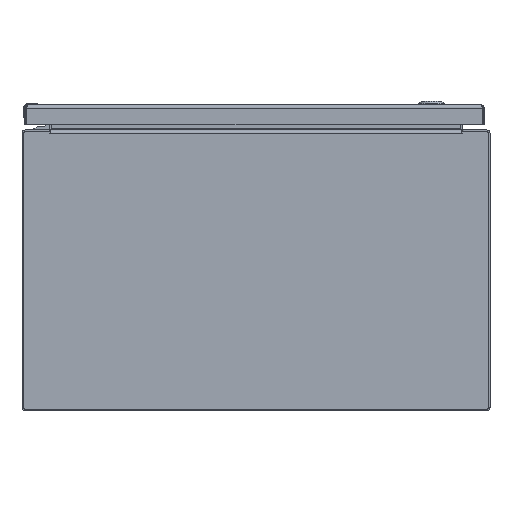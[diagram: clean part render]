
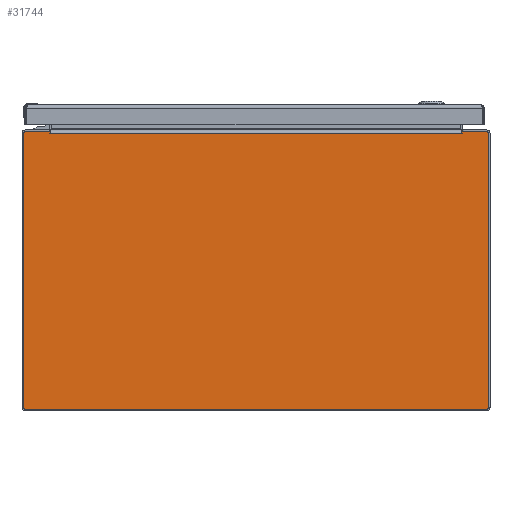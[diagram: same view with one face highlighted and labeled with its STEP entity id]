
A CAD part, front view. The second image highlights one B-rep face of the part: STEP entity #31744.
In plain terms, the highlighted planar face has unit normal (0, -1, 0).
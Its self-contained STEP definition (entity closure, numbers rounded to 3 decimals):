
#269 = FACE_OUTER_BOUND ( 'NONE', #55668, .T. ) ;
#1231 = EDGE_CURVE ( 'NONE', #75149, #113234, #16563, .T. ) ;
#1971 = VECTOR ( 'NONE', #24235, 39.37 ) ;
#2735 = EDGE_CURVE ( 'NONE', #5690, #35892, #77691, .T. ) ;
#3411 = CARTESIAN_POINT ( 'NONE',  ( 9.857, -18., 5.857 ) ) ;
#4104 = CARTESIAN_POINT ( 'NONE',  ( 0., -18., -5.937 ) ) ;
#4728 = VERTEX_POINT ( 'NONE', #33044 ) ;
#4898 = EDGE_CURVE ( 'NONE', #44805, #75140, #96146, .T. ) ;
#5690 = VERTEX_POINT ( 'NONE', #97435 ) ;
#8926 = EDGE_CURVE ( 'NONE', #4728, #32091, #23034, .T. ) ;
#9002 = CARTESIAN_POINT ( 'NONE',  ( 8.798, -18., 5.855 ) ) ;
#9787 = EDGE_CURVE ( 'NONE', #113234, #73652, #90836, .T. ) ;
#11895 = LINE ( 'NONE', #49346, #71279 ) ;
#12107 = LINE ( 'NONE', #4104, #58274 ) ;
#12343 = ORIENTED_EDGE ( 'NONE', *, *, #1231, .T. ) ;
#13464 = CARTESIAN_POINT ( 'NONE',  ( -8.828, -18., 5.937 ) ) ;
#16336 = EDGE_CURVE ( 'NONE', #73652, #31996, #11895, .T. ) ;
#16563 = LINE ( 'NONE', #91446, #77886 ) ;
#16628 = VERTEX_POINT ( 'NONE', #103253 ) ;
#16782 = CARTESIAN_POINT ( 'NONE',  ( 9.857, -18., 5.937 ) ) ;
#19006 = DIRECTION ( 'NONE',  ( 0., 1., 0. ) ) ;
#19481 = AXIS2_PLACEMENT_3D ( 'NONE', #64650, #121123, #84888 ) ;
#21912 = EDGE_CURVE ( 'NONE', #83783, #44805, #91513, .T. ) ;
#22762 = EDGE_CURVE ( 'NONE', #16628, #79773, #12107, .T. ) ;
#23034 = LINE ( 'NONE', #116945, #1971 ) ;
#24235 = DIRECTION ( 'NONE',  ( 0., 0., 1. ) ) ;
#24382 = ORIENTED_EDGE ( 'NONE', *, *, #9787, .T. ) ;
#24387 = CARTESIAN_POINT ( 'NONE',  ( -9.857, -18., 5.937 ) ) ;
#25777 = DIRECTION ( 'NONE',  ( -1., 0., 0. ) ) ;
#28105 = CARTESIAN_POINT ( 'NONE',  ( 0., -18., 5.937 ) ) ;
#31272 = DIRECTION ( 'NONE',  ( 1., 0., 0. ) ) ;
#31744 = ADVANCED_FACE ( 'NONE', ( #269 ), #35917, .T. ) ;
#31996 = VERTEX_POINT ( 'NONE', #113209 ) ;
#32091 = VERTEX_POINT ( 'NONE', #78772 ) ;
#33044 = CARTESIAN_POINT ( 'NONE',  ( -9.937, -18., -5.857 ) ) ;
#34871 = AXIS2_PLACEMENT_3D ( 'NONE', #74890, #19006, #78386 ) ;
#35892 = VERTEX_POINT ( 'NONE', #13464 ) ;
#35917 = PLANE ( 'NONE',  #112175 ) ;
#37563 = ORIENTED_EDGE ( 'NONE', *, *, #120356, .T. ) ;
#37893 = CARTESIAN_POINT ( 'NONE',  ( 9.937, -18., 0. ) ) ;
#39074 = CARTESIAN_POINT ( 'NONE',  ( -8.814, -18., 5.855 ) ) ;
#39954 = ORIENTED_EDGE ( 'NONE', *, *, #4898, .F. ) ;
#44115 = DIRECTION ( 'NONE',  ( 0., 1., 0. ) ) ;
#44805 = VERTEX_POINT ( 'NONE', #115290 ) ;
#46019 = CARTESIAN_POINT ( 'NONE',  ( 8.806, -18., 5.855 ) ) ;
#47096 = DIRECTION ( 'NONE',  ( 0., 0., -1. ) ) ;
#47538 = DIRECTION ( 'NONE',  ( 0., 0., -1. ) ) ;
#49346 = CARTESIAN_POINT ( 'NONE',  ( 0., -18., 5.855 ) ) ;
#53326 = DIRECTION ( 'NONE',  ( 0., 0., -1. ) ) ;
#53443 = ORIENTED_EDGE ( 'NONE', *, *, #114482, .F. ) ;
#54180 = ORIENTED_EDGE ( 'NONE', *, *, #103944, .F. ) ;
#54207 = LINE ( 'NONE', #110075, #60701 ) ;
#54328 = AXIS2_PLACEMENT_3D ( 'NONE', #3411, #86335, #105352 ) ;
#54349 = CIRCLE ( 'NONE', #69994, 0.08 ) ;
#55668 = EDGE_LOOP ( 'NONE', ( #107873, #54180, #83647, #77407, #68195, #53443, #39954, #90854, #56009, #12343, #24382, #59735, #37563, #83135 ) ) ;
#56009 = ORIENTED_EDGE ( 'NONE', *, *, #80347, .F. ) ;
#57370 = DIRECTION ( 'NONE',  ( -1., 0., 0. ) ) ;
#57783 = VERTEX_POINT ( 'NONE', #24387 ) ;
#57928 = CARTESIAN_POINT ( 'NONE',  ( -9.857, -18., -5.937 ) ) ;
#58274 = VECTOR ( 'NONE', #77799, 39.37 ) ;
#58781 = CIRCLE ( 'NONE', #19481, 0.08 ) ;
#59735 = ORIENTED_EDGE ( 'NONE', *, *, #16336, .T. ) ;
#60701 = VECTOR ( 'NONE', #91021, 39.37 ) ;
#64203 = CIRCLE ( 'NONE', #34871, 0.08 ) ;
#64650 = CARTESIAN_POINT ( 'NONE',  ( -9.857, -18., 5.857 ) ) ;
#65126 = CARTESIAN_POINT ( 'NONE',  ( 9.937, -18., -5.857 ) ) ;
#68195 = ORIENTED_EDGE ( 'NONE', *, *, #22762, .F. ) ;
#69994 = AXIS2_PLACEMENT_3D ( 'NONE', #79734, #44115, #53326 ) ;
#71279 = VECTOR ( 'NONE', #57370, 39.37 ) ;
#73652 = VERTEX_POINT ( 'NONE', #9002 ) ;
#74144 = LINE ( 'NONE', #28105, #84400 ) ;
#74281 = VECTOR ( 'NONE', #47096, 39.37 ) ;
#74890 = CARTESIAN_POINT ( 'NONE',  ( 9.857, -18., -5.857 ) ) ;
#75140 = VERTEX_POINT ( 'NONE', #65126 ) ;
#75149 = VERTEX_POINT ( 'NONE', #102574 ) ;
#77407 = ORIENTED_EDGE ( 'NONE', *, *, #95898, .F. ) ;
#77691 = LINE ( 'NONE', #39074, #99614 ) ;
#77799 = DIRECTION ( 'NONE',  ( -1., 0., 0. ) ) ;
#77886 = VECTOR ( 'NONE', #82276, 39.37 ) ;
#78386 = DIRECTION ( 'NONE',  ( 0., 0., -1. ) ) ;
#78772 = CARTESIAN_POINT ( 'NONE',  ( -9.937, -18., 5.857 ) ) ;
#79734 = CARTESIAN_POINT ( 'NONE',  ( -9.857, -18., -5.857 ) ) ;
#79773 = VERTEX_POINT ( 'NONE', #57928 ) ;
#80347 = EDGE_CURVE ( 'NONE', #75149, #83783, #74144, .T. ) ;
#82179 = VECTOR ( 'NONE', #31272, 39.37 ) ;
#82276 = DIRECTION ( 'NONE',  ( -0.174, 0., -0.985 ) ) ;
#83135 = ORIENTED_EDGE ( 'NONE', *, *, #2735, .T. ) ;
#83647 = ORIENTED_EDGE ( 'NONE', *, *, #8926, .F. ) ;
#83783 = VERTEX_POINT ( 'NONE', #16782 ) ;
#84400 = VECTOR ( 'NONE', #111610, 39.37 ) ;
#84888 = DIRECTION ( 'NONE',  ( 0., 0., -1. ) ) ;
#86335 = DIRECTION ( 'NONE',  ( 0., 1., 0. ) ) ;
#86528 = LINE ( 'NONE', #106157, #82179 ) ;
#90836 = LINE ( 'NONE', #46019, #98302 ) ;
#90854 = ORIENTED_EDGE ( 'NONE', *, *, #21912, .F. ) ;
#91021 = DIRECTION ( 'NONE',  ( -1., 0., 0. ) ) ;
#91446 = CARTESIAN_POINT ( 'NONE',  ( 8.828, -18., 5.937 ) ) ;
#91513 = CIRCLE ( 'NONE', #54328, 0.08 ) ;
#95898 = EDGE_CURVE ( 'NONE', #79773, #4728, #54349, .T. ) ;
#96146 = LINE ( 'NONE', #37893, #74281 ) ;
#97435 = CARTESIAN_POINT ( 'NONE',  ( -8.814, -18., 5.855 ) ) ;
#98302 = VECTOR ( 'NONE', #25777, 39.37 ) ;
#99614 = VECTOR ( 'NONE', #111679, 39.37 ) ;
#101573 = DIRECTION ( 'NONE',  ( 0., -1., 0. ) ) ;
#102574 = CARTESIAN_POINT ( 'NONE',  ( 8.828, -18., 5.937 ) ) ;
#103253 = CARTESIAN_POINT ( 'NONE',  ( 9.857, -18., -5.937 ) ) ;
#103322 = EDGE_CURVE ( 'NONE', #57783, #35892, #86528, .T. ) ;
#103944 = EDGE_CURVE ( 'NONE', #32091, #57783, #58781, .T. ) ;
#105352 = DIRECTION ( 'NONE',  ( 0., 0., -1. ) ) ;
#106157 = CARTESIAN_POINT ( 'NONE',  ( 0., -18., 5.937 ) ) ;
#107873 = ORIENTED_EDGE ( 'NONE', *, *, #103322, .F. ) ;
#108255 = CARTESIAN_POINT ( 'NONE',  ( 8.814, -18., 5.855 ) ) ;
#110075 = CARTESIAN_POINT ( 'NONE',  ( 0., -18., 5.855 ) ) ;
#111610 = DIRECTION ( 'NONE',  ( 1., 0., 0. ) ) ;
#111679 = DIRECTION ( 'NONE',  ( -0.174, 0., 0.985 ) ) ;
#112175 = AXIS2_PLACEMENT_3D ( 'NONE', #112600, #101573, #47538 ) ;
#112600 = CARTESIAN_POINT ( 'NONE',  ( 0., -18., 0. ) ) ;
#113209 = CARTESIAN_POINT ( 'NONE',  ( -8.798, -18., 5.855 ) ) ;
#113234 = VERTEX_POINT ( 'NONE', #108255 ) ;
#114482 = EDGE_CURVE ( 'NONE', #75140, #16628, #64203, .T. ) ;
#115290 = CARTESIAN_POINT ( 'NONE',  ( 9.937, -18., 5.857 ) ) ;
#116945 = CARTESIAN_POINT ( 'NONE',  ( -9.937, -18., 0. ) ) ;
#120356 = EDGE_CURVE ( 'NONE', #31996, #5690, #54207, .T. ) ;
#121123 = DIRECTION ( 'NONE',  ( 0., 1., 0. ) ) ;
